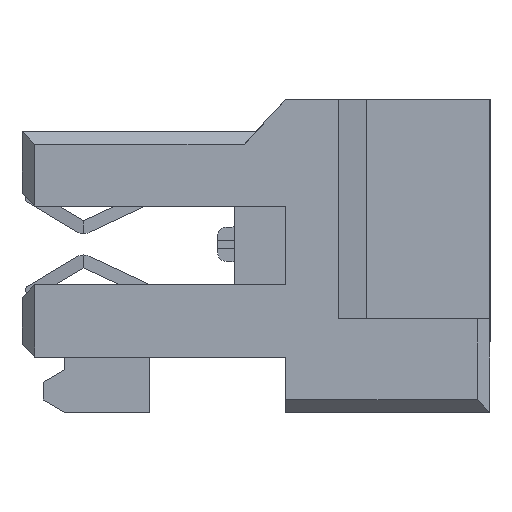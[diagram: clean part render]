
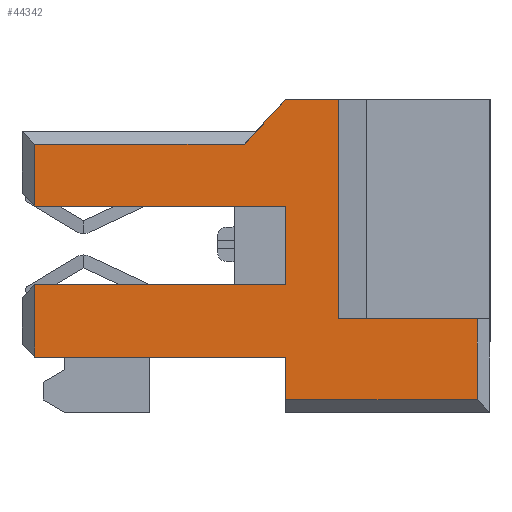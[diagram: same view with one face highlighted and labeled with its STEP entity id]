
A CAD part, left-side view. The second image highlights one B-rep face of the part: STEP entity #44342.
In plain terms, the highlighted face is planar.
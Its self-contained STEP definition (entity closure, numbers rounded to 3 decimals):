
#2784=ORIENTED_EDGE('',*,*,#12393,.T.);
#2785=ORIENTED_EDGE('',*,*,#12179,.T.);
#2786=ORIENTED_EDGE('',*,*,#12610,.T.);
#2787=ORIENTED_EDGE('',*,*,#12611,.T.);
#2788=ORIENTED_EDGE('',*,*,#12356,.T.);
#2789=ORIENTED_EDGE('',*,*,#12351,.T.);
#2790=ORIENTED_EDGE('',*,*,#12612,.T.);
#2791=ORIENTED_EDGE('',*,*,#12613,.T.);
#2792=ORIENTED_EDGE('',*,*,#12614,.T.);
#2793=ORIENTED_EDGE('',*,*,#12615,.T.);
#2794=ORIENTED_EDGE('',*,*,#12175,.T.);
#2795=ORIENTED_EDGE('',*,*,#12172,.T.);
#2796=ORIENTED_EDGE('',*,*,#12391,.T.);
#2797=ORIENTED_EDGE('',*,*,#12616,.T.);
#12172=EDGE_CURVE('',#17145,#17147,#20433,.T.);
#12175=EDGE_CURVE('',#17148,#17145,#20436,.T.);
#12179=EDGE_CURVE('',#17151,#17153,#20440,.T.);
#12351=EDGE_CURVE('',#17280,#17278,#20582,.T.);
#12356=EDGE_CURVE('',#17282,#17280,#20587,.T.);
#12391=EDGE_CURVE('',#17147,#17309,#20619,.T.);
#12393=EDGE_CURVE('',#17311,#17151,#20621,.T.);
#12610=EDGE_CURVE('',#17153,#17493,#20838,.T.);
#12611=EDGE_CURVE('',#17493,#17282,#20839,.T.);
#12612=EDGE_CURVE('',#17278,#17494,#20840,.T.);
#12613=EDGE_CURVE('',#17494,#17495,#20841,.T.);
#12614=EDGE_CURVE('',#17495,#17496,#20842,.T.);
#12615=EDGE_CURVE('',#17496,#17148,#20843,.T.);
#12616=EDGE_CURVE('',#17309,#17311,#20844,.T.);
#17145=VERTEX_POINT('',#59206);
#17147=VERTEX_POINT('',#59210);
#17148=VERTEX_POINT('',#59214);
#17151=VERTEX_POINT('',#59221);
#17153=VERTEX_POINT('',#59225);
#17278=VERTEX_POINT('',#59580);
#17280=VERTEX_POINT('',#59583);
#17282=VERTEX_POINT('',#59589);
#17309=VERTEX_POINT('',#59660);
#17311=VERTEX_POINT('',#59666);
#17493=VERTEX_POINT('',#60070);
#17494=VERTEX_POINT('',#60073);
#17495=VERTEX_POINT('',#60075);
#17496=VERTEX_POINT('',#60077);
#20433=LINE('',#59211,#24226);
#20436=LINE('',#59217,#24229);
#20440=LINE('',#59226,#24233);
#20582=LINE('',#59582,#24375);
#20587=LINE('',#59592,#24380);
#20619=LINE('',#59661,#24412);
#20621=LINE('',#59665,#24414);
#20838=LINE('',#60069,#24631);
#20839=LINE('',#60071,#24632);
#20840=LINE('',#60072,#24633);
#20841=LINE('',#60074,#24634);
#20842=LINE('',#60076,#24635);
#20843=LINE('',#60078,#24636);
#20844=LINE('',#60079,#24637);
#24226=VECTOR('',#49332,1000.);
#24229=VECTOR('',#49337,1000.);
#24233=VECTOR('',#49343,1000.);
#24375=VECTOR('',#49661,1000.);
#24380=VECTOR('',#49668,1000.);
#24412=VECTOR('',#49722,1000.);
#24414=VECTOR('',#49726,1000.);
#24631=VECTOR('',#49953,1000.);
#24632=VECTOR('',#49954,1000.);
#24633=VECTOR('',#49955,1000.);
#24634=VECTOR('',#49956,1000.);
#24635=VECTOR('',#49957,1000.);
#24636=VECTOR('',#49958,1000.);
#24637=VECTOR('',#49959,1000.);
#27794=EDGE_LOOP('',(#2784,#2785,#2786,#2787,#2788,#2789,#2790,#2791,#2792,
#2793,#2794,#2795,#2796,#2797));
#29613=FACE_BOUND('',#27794,.T.);
#31396=PLANE('',#46103);
#44342=ADVANCED_FACE('',(#29613),#31396,.F.);
#46103=AXIS2_PLACEMENT_3D('',#60068,#49951,#49952);
#49332=DIRECTION('',(0.,0.,-1.));
#49337=DIRECTION('',(0.,-1.,0.));
#49343=DIRECTION('',(0.,0.,-1.));
#49661=DIRECTION('',(0.,0.,1.));
#49668=DIRECTION('',(0.,1.,0.));
#49722=DIRECTION('',(0.,1.,0.));
#49726=DIRECTION('',(0.,-1.,0.));
#49951=DIRECTION('',(-1.,0.,0.));
#49952=DIRECTION('',(0.,0.,1.));
#49953=DIRECTION('',(0.,1.,0.));
#49954=DIRECTION('',(0.,0.,-1.));
#49955=DIRECTION('',(0.,-1.,0.));
#49956=DIRECTION('',(0.,0.,1.));
#49957=DIRECTION('',(0.,-1.,0.));
#49958=DIRECTION('',(0.,-0.682,-0.731));
#49959=DIRECTION('',(0.,0.,-1.));
#59206=CARTESIAN_POINT('',(12.5,0.3,2.625));
#59210=CARTESIAN_POINT('',(12.5,0.3,1.175));
#59211=CARTESIAN_POINT('',(12.5,0.3,3.675));
#59214=CARTESIAN_POINT('',(12.5,5.22,2.625));
#59217=CARTESIAN_POINT('',(12.5,11.,2.625));
#59221=CARTESIAN_POINT('',(12.5,0.3,-0.675));
#59225=CARTESIAN_POINT('',(12.5,0.3,-2.375));
#59226=CARTESIAN_POINT('',(12.5,0.3,3.675));
#59580=CARTESIAN_POINT('',(12.5,10.7,-1.475));
#59582=CARTESIAN_POINT('',(12.5,10.7,-1.475));
#59583=CARTESIAN_POINT('',(12.5,10.7,-3.375));
#59589=CARTESIAN_POINT('',(12.5,6.2,-3.375));
#59592=CARTESIAN_POINT('',(12.5,11.,-3.375));
#59660=CARTESIAN_POINT('',(12.5,6.2,1.175));
#59661=CARTESIAN_POINT('',(12.5,0.,1.175));
#59665=CARTESIAN_POINT('',(12.5,6.2,-0.675));
#59666=CARTESIAN_POINT('',(12.5,6.2,-0.675));
#60068=CARTESIAN_POINT('',(12.5,11.,3.675));
#60069=CARTESIAN_POINT('',(12.5,0.,-2.375));
#60070=CARTESIAN_POINT('',(12.5,6.2,-2.375));
#60071=CARTESIAN_POINT('',(12.5,6.2,-2.375));
#60072=CARTESIAN_POINT('',(12.5,11.,-1.475));
#60073=CARTESIAN_POINT('',(12.5,7.45,-1.475));
#60074=CARTESIAN_POINT('',(12.5,7.45,-1.475));
#60075=CARTESIAN_POINT('',(12.5,7.45,3.675));
#60076=CARTESIAN_POINT('',(12.5,11.,3.675));
#60077=CARTESIAN_POINT('',(12.5,6.2,3.675));
#60078=CARTESIAN_POINT('',(12.5,6.2,3.675));
#60079=CARTESIAN_POINT('',(12.5,6.2,1.175));
